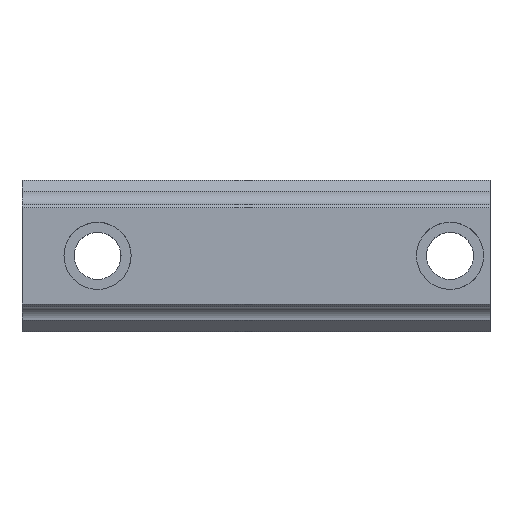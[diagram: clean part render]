
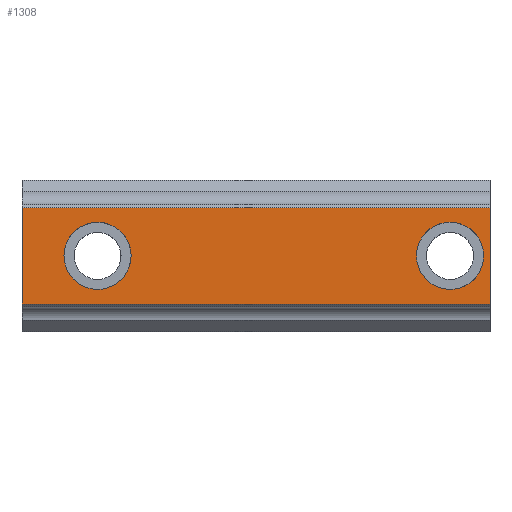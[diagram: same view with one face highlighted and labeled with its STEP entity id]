
A CAD part, top view. The second image highlights one B-rep face of the part: STEP entity #1308.
In plain terms, the highlighted planar face has unit normal (0, 0, 1).
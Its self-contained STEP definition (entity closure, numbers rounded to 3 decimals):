
#1052=CARTESIAN_POINT('POINT71',(116.9,-14.356,
   37.9));
#1053=VERTEX_POINT('VERTEX71',#1052);
#1060=CARTESIAN_POINT('POINT72',(-22.5,-14.356,
   37.9));
#1061=VERTEX_POINT('VERTEX72',#1060);
#1062=CARTESIAN_POINT('POS131',(-22.5,-14.356,
   37.9));
#1063=DIRECTION('DIR176',(1.,0.,0.));
#1064=VECTOR('VEC86',#1063,1.);
#1065=LINE('STRAIGHT86',#1062,#1064);
#1066=EDGE_CURVE('EDGE104',#1061,#1053,#1065,.T.);
#1099=CARTESIAN_POINT('POINT73',(-22.5,14.361,
   37.9));
#1100=VERTEX_POINT('VERTEX73',#1099);
#1101=CARTESIAN_POINT('POS134',(-22.5,14.361,
   37.9));
#1102=DIRECTION('DIR180',(0.,-1.,
   0.));
#1103=VECTOR('VEC88',#1102,1.);
#1104=LINE('STRAIGHT88',#1101,#1103);
#1105=EDGE_CURVE('EDGE106',#1100,#1061,#1104,.T.);
#1135=CARTESIAN_POINT('POINT74',(116.9,14.361,
   37.9));
#1136=VERTEX_POINT('VERTEX74',#1135);
#1145=CARTESIAN_POINT('POS138',(-22.5,14.361,
   37.9));
#1146=DIRECTION('DIR185',(1.,0.,0.));
#1147=VECTOR('VEC91',#1146,1.);
#1148=LINE('STRAIGHT91',#1145,#1147);
#1149=EDGE_CURVE('EDGE109',#1100,#1136,#1148,.T.);
#1176=CARTESIAN_POINT('POS140',(116.9,14.361,
   37.9));
#1177=DIRECTION('DIR188',(0.,1.,
   0.));
#1178=VECTOR('VEC92',#1177,1.);
#1179=LINE('STRAIGHT92',#1176,#1178);
#1180=EDGE_CURVE('EDGE110',#1053,#1136,#1179,.T.);
#1204=CARTESIAN_POINT('POINT75',(115.,0.,
   37.9));
#1205=VERTEX_POINT('VERTEX75',#1204);
#1213=CARTESIAN_POINT('POINT76',(95.,0.,
   37.9));
#1214=VERTEX_POINT('VERTEX76',#1213);
#1221=CARTESIAN_POINT('POS144',(105.,0.,37.9
   ));
#1222=DIRECTION('DIR193',(0.,0.,
   -1.));
#1223=DIRECTION('DIR194',(0.,-1.,
   0.));
#1224=AXIS2_PLACEMENT_3D('AXIS50',#1221,#1222,#1223);
#1225=ELLIPSE('ELLIPSE14',#1224,10.,10.);
#1226=EDGE_CURVE('EDGE113',#1205,#1214,#1225,.T.);
#1237=CARTESIAN_POINT('POINT77',(105.,10.,
   37.9));
#1238=VERTEX_POINT('VERTEX77',#1237);
#1239=EDGE_CURVE('EDGE114',#1238,#1205,#1225,.T.);
#1241=EDGE_CURVE('EDGE115',#1214,#1238,#1225,.T.);
#1273=ORIENTED_EDGE('COEDGE226',*,*,#1239,.T.);
#1274=ORIENTED_EDGE('COEDGE227',*,*,#1226,.T.);
#1275=ORIENTED_EDGE('COEDGE228',*,*,#1241,.T.);
#1276=EDGE_LOOP('NONE',(#1273,#1274,#1275));
#1277=FACE_BOUND('LOOP1',#1276,.T.);
#1278=CARTESIAN_POINT('POINT80',(0.,-10.,
   37.9));
#1279=VERTEX_POINT('VERTEX80',#1278);
#1280=CARTESIAN_POINT('POINT81',(-10.,0.,
   37.9));
#1281=VERTEX_POINT('VERTEX81',#1280);
#1282=CARTESIAN_POINT('POS148',(0.,0.,37.9)
   );
#1283=DIRECTION('DIR201',(0.,0.,
   -1.));
#1284=DIRECTION('DIR202',(0.,1.,
   0.));
#1285=AXIS2_PLACEMENT_3D('AXIS54',#1282,#1283,#1284);
#1286=ELLIPSE('ELLIPSE16',#1285,10.,10.);
#1287=EDGE_CURVE('EDGE118',#1279,#1281,#1286,.T.);
#1288=ORIENTED_EDGE('COEDGE229',*,*,#1287,.T.);
#1289=CARTESIAN_POINT('POINT82',(10.,0.,
   37.9));
#1290=VERTEX_POINT('VERTEX82',#1289);
#1291=EDGE_CURVE('EDGE119',#1281,#1290,#1286,.T.);
#1292=ORIENTED_EDGE('COEDGE230',*,*,#1291,.T.);
#1293=EDGE_CURVE('EDGE120',#1290,#1279,#1286,.T.);
#1294=ORIENTED_EDGE('COEDGE231',*,*,#1293,.T.);
#1295=EDGE_LOOP('NONE',(#1288,#1292,#1294));
#1296=FACE_BOUND('LOOP1',#1295,.T.);
#1297=ORIENTED_EDGE('COEDGE232',*,*,#1180,.T.);
#1298=ORIENTED_EDGE('COEDGE233',*,*,#1149,.F.);
#1299=ORIENTED_EDGE('COEDGE234',*,*,#1105,.T.);
#1300=ORIENTED_EDGE('COEDGE235',*,*,#1066,.T.);
#1301=EDGE_LOOP('NONE',(#1297,#1298,#1299,#1300));
#1302=FACE_BOUND('LOOP1',#1301,.T.);
#1303=CARTESIAN_POINT('POS149',(-22.5,-14.356,
   37.9));
#1304=DIRECTION('DIR203',(0.,0.,
   1.));
#1305=DIRECTION('DIR204',(1.,0.,0.));
#1306=AXIS2_PLACEMENT_3D('AXIS55',#1303,#1304,#1305);
#1307=PLANE('PLANE32',#1306);
#1308=ADVANCED_FACE('FACE42',(#1277,#1296,#1302),#1307,.T.);
